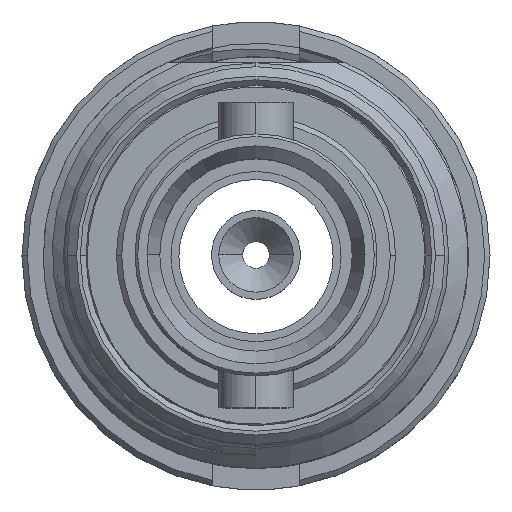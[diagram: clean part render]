
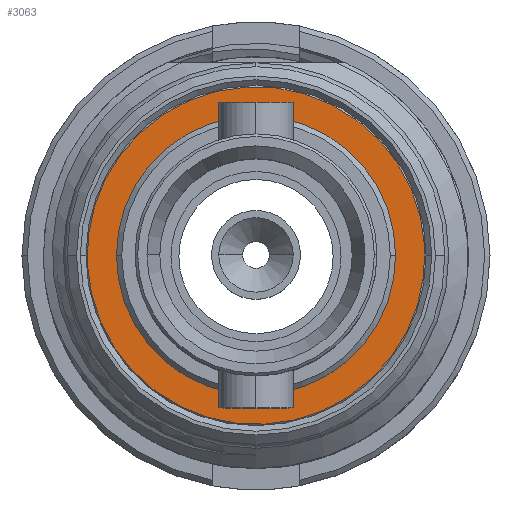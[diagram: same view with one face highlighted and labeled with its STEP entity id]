
A CAD part, top view. The second image highlights one B-rep face of the part: STEP entity #3063.
In plain terms, the highlighted planar face has unit normal (0, 0, 1).
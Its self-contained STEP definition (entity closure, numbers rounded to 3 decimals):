
#281 = EDGE_LOOP ( 'NONE', ( #3591, #1123 ) ) ;
#643 = ORIENTED_EDGE ( 'NONE', *, *, #3752, .F. ) ;
#704 = CARTESIAN_POINT ( 'NONE',  ( -3.427, -8.174, 16.037 ) ) ;
#1123 = ORIENTED_EDGE ( 'NONE', *, *, #4661, .T. ) ;
#1962 = CARTESIAN_POINT ( 'NONE',  ( -3.427, -8.174, 16.037 ) ) ;
#2328 = PLANE ( 'NONE',  #4011 ) ;
#2858 = VERTEX_POINT ( 'NONE', #7786 ) ;
#2945 = CARTESIAN_POINT ( 'NONE',  ( -1.039, -7.147, 16.037 ) ) ;
#3063 = ADVANCED_FACE ( 'NONE', ( #6485, #4070 ), #2328, .T. ) ;
#3100 = CARTESIAN_POINT ( 'NONE',  ( -6.343, -9.429, 16.037 ) ) ;
#3251 = CARTESIAN_POINT ( 'NONE',  ( -4.455, -5.786, 16.037 ) ) ;
#3265 = AXIS2_PLACEMENT_3D ( 'NONE', #9125, #7428, #9226 ) ;
#3591 = ORIENTED_EDGE ( 'NONE', *, *, #10347, .T. ) ;
#3752 = EDGE_CURVE ( 'NONE', #6898, #9562, #5034, .T. ) ;
#3910 = DIRECTION ( 'NONE',  ( 0., 0., 1. ) ) ;
#4002 = AXIS2_PLACEMENT_3D ( 'NONE', #704, #9875, #9714 ) ;
#4011 = AXIS2_PLACEMENT_3D ( 'NONE', #3251, #3910, #4834 ) ;
#4070 = FACE_BOUND ( 'NONE', #5078, .T. ) ;
#4214 = CARTESIAN_POINT ( 'NONE',  ( -3.427, -8.174, 16.037 ) ) ;
#4407 = DIRECTION ( 'NONE',  ( 0., 0., 1. ) ) ;
#4501 = AXIS2_PLACEMENT_3D ( 'NONE', #4214, #10105, #8469 ) ;
#4512 = CIRCLE ( 'NONE', #4002, 3.175 ) ;
#4631 = VERTEX_POINT ( 'NONE', #3100 ) ;
#4661 = EDGE_CURVE ( 'NONE', #2858, #4631, #4512, .T. ) ;
#4834 = DIRECTION ( 'NONE',  ( 0.919, 0.395, 0. ) ) ;
#5034 = CIRCLE ( 'NONE', #4501, 2.6 ) ;
#5078 = EDGE_LOOP ( 'NONE', ( #643, #5091 ) ) ;
#5091 = ORIENTED_EDGE ( 'NONE', *, *, #10598, .F. ) ;
#5175 = DIRECTION ( 'NONE',  ( 0.919, 0.395, 0. ) ) ;
#6485 = FACE_OUTER_BOUND ( 'NONE', #281, .T. ) ;
#6898 = VERTEX_POINT ( 'NONE', #2945 ) ;
#7428 = DIRECTION ( 'NONE',  ( 0., 0., 1. ) ) ;
#7459 = CIRCLE ( 'NONE', #8861, 2.6 ) ;
#7786 = CARTESIAN_POINT ( 'NONE',  ( -0.51, -6.919, 16.037 ) ) ;
#8263 = CARTESIAN_POINT ( 'NONE',  ( -5.815, -9.202, 16.037 ) ) ;
#8469 = DIRECTION ( 'NONE',  ( 0.919, 0.395, 0. ) ) ;
#8491 = CIRCLE ( 'NONE', #3265, 3.175 ) ;
#8861 = AXIS2_PLACEMENT_3D ( 'NONE', #1962, #4407, #5175 ) ;
#9125 = CARTESIAN_POINT ( 'NONE',  ( -3.427, -8.174, 16.037 ) ) ;
#9226 = DIRECTION ( 'NONE',  ( 0.919, 0.395, 0. ) ) ;
#9562 = VERTEX_POINT ( 'NONE', #8263 ) ;
#9714 = DIRECTION ( 'NONE',  ( 0.919, 0.395, 0. ) ) ;
#9875 = DIRECTION ( 'NONE',  ( 0., 0., 1. ) ) ;
#10105 = DIRECTION ( 'NONE',  ( 0., 0., 1. ) ) ;
#10347 = EDGE_CURVE ( 'NONE', #4631, #2858, #8491, .T. ) ;
#10598 = EDGE_CURVE ( 'NONE', #9562, #6898, #7459, .T. ) ;
